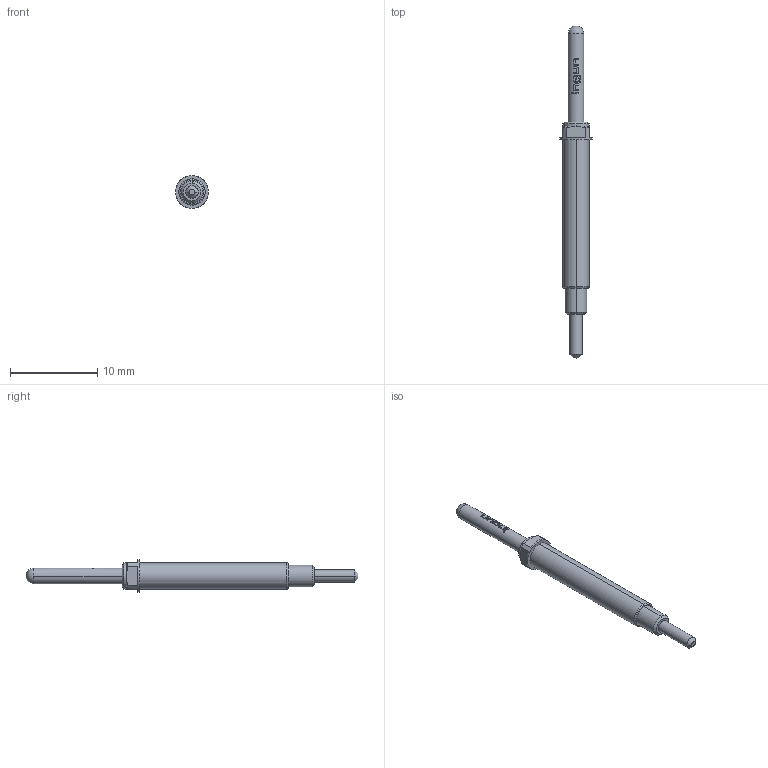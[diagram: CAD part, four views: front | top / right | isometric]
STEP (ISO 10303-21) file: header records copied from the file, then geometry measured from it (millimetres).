
FILE_DESCRIPTION (( 'STEP AP203' ), '1' );
FILE_NAME ('INGUN_GKS-503_205_180_R_xx02_M.STEP', '2021-12-20T11:56:24', ( 'ochi' ), ( '' ), 'SwSTEP 2.0', 'SolidWorks 2018', '' );
FILE_SCHEMA (( 'CONFIG_CONTROL_DESIGN' ));
Length unit declared in the file: millimetre
Products named in the file (1): INGUN_GKS-503_205_180_R_xx02_M
Bounding box: 3.75 x 38 x 3.75 mm (x, y, z)
Volume: 186 mm3; surface area: 304.3 mm2
Topology: 1 solids, 1 shells, 104 faces, 268 edges, 175 vertices
Faces by surface type: plane 53, bspline 22, cylinder 18, cone 8, torus 2, sphere 1
Entity records: 4197 total; most frequent: CARTESIAN_POINT 2003, ORIENTED_EDGE 532, DIRECTION 282, EDGE_CURVE 266, B_SPLINE_CURVE_WITH_KNOTS 192, VERTEX_POINT 174, AXIS2_PLACEMENT_3D 125, EDGE_LOOP 114
